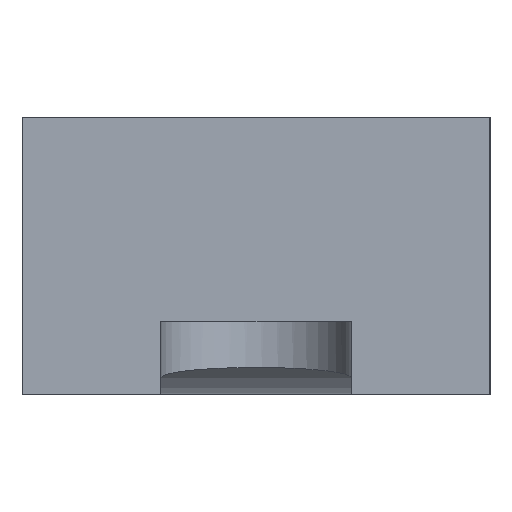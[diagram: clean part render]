
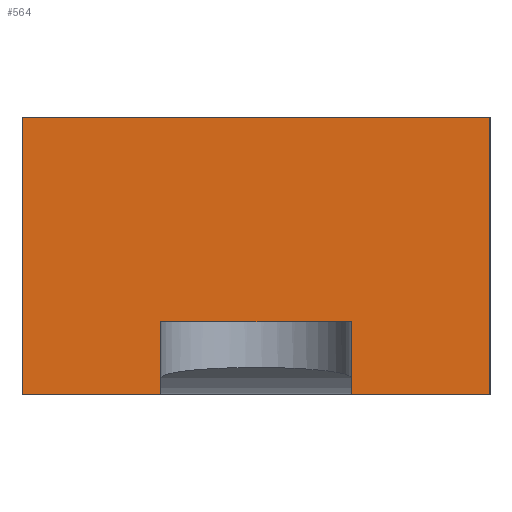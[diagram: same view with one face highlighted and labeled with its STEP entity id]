
A CAD part, left-side view. The second image highlights one B-rep face of the part: STEP entity #564.
In plain terms, the highlighted planar face has unit normal (-1, 0, 0).
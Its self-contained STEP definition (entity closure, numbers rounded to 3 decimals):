
#7 = ORIENTED_EDGE ( 'NONE', *, *, #297, .T. ) ;
#20 = LINE ( 'NONE', #431, #427 ) ;
#22 = VECTOR ( 'NONE', #170, 1000. ) ;
#37 = DIRECTION ( 'NONE',  ( -1., 0., 0. ) ) ;
#38 = ORIENTED_EDGE ( 'NONE', *, *, #674, .F. ) ;
#39 = EDGE_CURVE ( 'NONE', #204, #78, #360, .T. ) ;
#70 = VECTOR ( 'NONE', #301, 1000. ) ;
#78 = VERTEX_POINT ( 'NONE', #157 ) ;
#79 = PLANE ( 'NONE',  #248 ) ;
#80 = CARTESIAN_POINT ( 'NONE',  ( -105., 16., 0. ) ) ;
#106 = CARTESIAN_POINT ( 'NONE',  ( -105., -6.5, 5. ) ) ;
#112 = VERTEX_POINT ( 'NONE', #163 ) ;
#119 = EDGE_CURVE ( 'NONE', #346, #351, #153, .T. ) ;
#122 = VERTEX_POINT ( 'NONE', #265 ) ;
#131 = DIRECTION ( 'NONE',  ( 0., 0., 1. ) ) ;
#133 = DIRECTION ( 'NONE',  ( 0., -1., 0. ) ) ;
#139 = FACE_OUTER_BOUND ( 'NONE', #594, .T. ) ;
#143 = LINE ( 'NONE', #460, #306 ) ;
#153 = LINE ( 'NONE', #257, #410 ) ;
#157 = CARTESIAN_POINT ( 'NONE',  ( -105., -16., 19. ) ) ;
#163 = CARTESIAN_POINT ( 'NONE',  ( -105., -6.5, 0. ) ) ;
#170 = DIRECTION ( 'NONE',  ( 0., 0., 1. ) ) ;
#173 = ORIENTED_EDGE ( 'NONE', *, *, #39, .F. ) ;
#185 = LINE ( 'NONE', #642, #582 ) ;
#204 = VERTEX_POINT ( 'NONE', #432 ) ;
#209 = EDGE_CURVE ( 'NONE', #204, #122, #185, .T. ) ;
#220 = DIRECTION ( 'NONE',  ( 0., 0., 1. ) ) ;
#246 = VECTOR ( 'NONE', #607, 1000. ) ;
#248 = AXIS2_PLACEMENT_3D ( 'NONE', #342, #37, #131 ) ;
#256 = VECTOR ( 'NONE', #133, 1000. ) ;
#257 = CARTESIAN_POINT ( 'NONE',  ( -105., 16., 5. ) ) ;
#265 = CARTESIAN_POINT ( 'NONE',  ( -105., 16., 0. ) ) ;
#286 = ORIENTED_EDGE ( 'NONE', *, *, #119, .T. ) ;
#287 = EDGE_CURVE ( 'NONE', #112, #672, #390, .T. ) ;
#297 = EDGE_CURVE ( 'NONE', #122, #577, #343, .T. ) ;
#301 = DIRECTION ( 'NONE',  ( 0., -1., 0. ) ) ;
#303 = ORIENTED_EDGE ( 'NONE', *, *, #344, .T. ) ;
#306 = VECTOR ( 'NONE', #510, 1000. ) ;
#307 = DIRECTION ( 'NONE',  ( 0., -1., 0. ) ) ;
#317 = ORIENTED_EDGE ( 'NONE', *, *, #287, .T. ) ;
#342 = CARTESIAN_POINT ( 'NONE',  ( -105., 16., 19. ) ) ;
#343 = LINE ( 'NONE', #553, #246 ) ;
#344 = EDGE_CURVE ( 'NONE', #577, #346, #20, .T. ) ;
#346 = VERTEX_POINT ( 'NONE', #650 ) ;
#351 = VERTEX_POINT ( 'NONE', #106 ) ;
#359 = ORIENTED_EDGE ( 'NONE', *, *, #444, .F. ) ;
#360 = LINE ( 'NONE', #566, #70 ) ;
#387 = CARTESIAN_POINT ( 'NONE',  ( -105., 6.5, 0. ) ) ;
#390 = LINE ( 'NONE', #80, #256 ) ;
#410 = VECTOR ( 'NONE', #307, 1000. ) ;
#427 = VECTOR ( 'NONE', #220, 1000. ) ;
#431 = CARTESIAN_POINT ( 'NONE',  ( -105., 6.5, 19. ) ) ;
#432 = CARTESIAN_POINT ( 'NONE',  ( -105., 16., 19. ) ) ;
#435 = CARTESIAN_POINT ( 'NONE',  ( -105., -16., 0. ) ) ;
#438 = DIRECTION ( 'NONE',  ( 0., 0., -1. ) ) ;
#440 = ORIENTED_EDGE ( 'NONE', *, *, #209, .T. ) ;
#444 = EDGE_CURVE ( 'NONE', #78, #672, #143, .T. ) ;
#460 = CARTESIAN_POINT ( 'NONE',  ( -105., -16., 19. ) ) ;
#490 = CARTESIAN_POINT ( 'NONE',  ( -105., -6.5, 19. ) ) ;
#510 = DIRECTION ( 'NONE',  ( 0., 0., -1. ) ) ;
#553 = CARTESIAN_POINT ( 'NONE',  ( -105., 16., 0. ) ) ;
#564 = ADVANCED_FACE ( 'NONE', ( #139 ), #79, .T. ) ;
#566 = CARTESIAN_POINT ( 'NONE',  ( -105., 16., 19. ) ) ;
#577 = VERTEX_POINT ( 'NONE', #387 ) ;
#582 = VECTOR ( 'NONE', #438, 1000. ) ;
#594 = EDGE_LOOP ( 'NONE', ( #7, #303, #286, #38, #317, #359, #173, #440 ) ) ;
#607 = DIRECTION ( 'NONE',  ( 0., -1., 0. ) ) ;
#639 = LINE ( 'NONE', #490, #22 ) ;
#642 = CARTESIAN_POINT ( 'NONE',  ( -105., 16., 19. ) ) ;
#650 = CARTESIAN_POINT ( 'NONE',  ( -105., 6.5, 5. ) ) ;
#672 = VERTEX_POINT ( 'NONE', #435 ) ;
#674 = EDGE_CURVE ( 'NONE', #112, #351, #639, .T. ) ;
